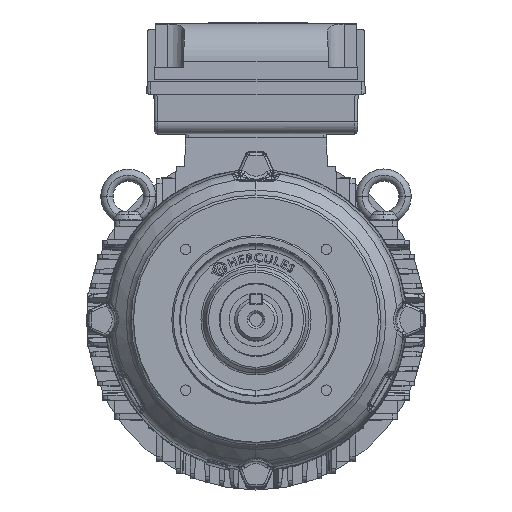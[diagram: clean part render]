
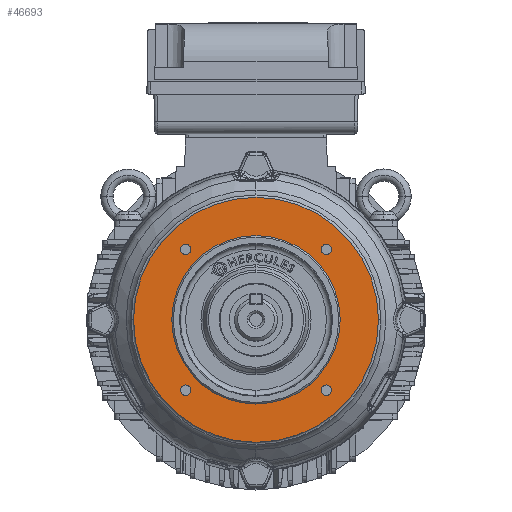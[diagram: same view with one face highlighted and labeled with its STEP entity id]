
A CAD part, top view. The second image highlights one B-rep face of the part: STEP entity #46693.
In plain terms, the highlighted planar face has unit normal (0, 0, 1).
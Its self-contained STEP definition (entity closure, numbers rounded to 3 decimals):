
#73 = ORIENTED_EDGE ( 'NONE', *, *, #11684, .F. ) ;
#379 = AXIS2_PLACEMENT_3D ( 'NONE', #36401, #41534, #46640 ) ;
#1242 = EDGE_LOOP ( 'NONE', ( #12722, #57744 ) ) ;
#1290 = CARTESIAN_POINT ( 'NONE',  ( -45.962, 45.962, 76. ) ) ;
#1421 = CIRCLE ( 'NONE', #39674, 80. ) ;
#1698 = ORIENTED_EDGE ( 'NONE', *, *, #13673, .F. ) ;
#3905 = EDGE_CURVE ( 'NONE', #41274, #10892, #23302, .T. ) ;
#4644 = ORIENTED_EDGE ( 'NONE', *, *, #16647, .F. ) ;
#5076 = CIRCLE ( 'NONE', #56414, 55. ) ;
#6590 = DIRECTION ( 'NONE',  ( 1., 0., 0. ) ) ;
#6757 = AXIS2_PLACEMENT_3D ( 'NONE', #37879, #58731, #11876 ) ;
#7580 = CARTESIAN_POINT ( 'NONE',  ( 80., 0., 76. ) ) ;
#8219 = VERTEX_POINT ( 'NONE', #57307 ) ;
#8251 = ORIENTED_EDGE ( 'NONE', *, *, #28651, .T. ) ;
#8386 = DIRECTION ( 'NONE',  ( 0., 0., 1. ) ) ;
#8972 = AXIS2_PLACEMENT_3D ( 'NONE', #36366, #52392, #10367 ) ;
#9154 = CARTESIAN_POINT ( 'NONE',  ( -49.362, -45.962, 76. ) ) ;
#9614 = FACE_OUTER_BOUND ( 'NONE', #39814, .T. ) ;
#10367 = DIRECTION ( 'NONE',  ( 1., 0., 0. ) ) ;
#10892 = VERTEX_POINT ( 'NONE', #41996 ) ;
#11260 = DIRECTION ( 'NONE',  ( 1., 0., 0. ) ) ;
#11293 = DIRECTION ( 'NONE',  ( 0., 0., 1. ) ) ;
#11479 = CARTESIAN_POINT ( 'NONE',  ( 42.562, 45.962, 76. ) ) ;
#11684 = EDGE_CURVE ( 'NONE', #43109, #64847, #49114, .T. ) ;
#11876 = DIRECTION ( 'NONE',  ( 1., 0., 0. ) ) ;
#11964 = DIRECTION ( 'NONE',  ( 1., 0., 0. ) ) ;
#12157 = AXIS2_PLACEMENT_3D ( 'NONE', #37977, #11293, #11964 ) ;
#12722 = ORIENTED_EDGE ( 'NONE', *, *, #3905, .F. ) ;
#12750 = CIRCLE ( 'NONE', #38964, 3.4 ) ;
#13204 = CIRCLE ( 'NONE', #49219, 3.4 ) ;
#13317 = VERTEX_POINT ( 'NONE', #45038 ) ;
#13502 = AXIS2_PLACEMENT_3D ( 'NONE', #32026, #26593, #36133 ) ;
#13644 = CARTESIAN_POINT ( 'NONE',  ( 42.562, -45.962, 76. ) ) ;
#13673 = EDGE_CURVE ( 'NONE', #40988, #8219, #53643, .T. ) ;
#15416 = DIRECTION ( 'NONE',  ( -1., 0., 0. ) ) ;
#16354 = EDGE_LOOP ( 'NONE', ( #59769, #1698 ) ) ;
#16647 = EDGE_CURVE ( 'NONE', #43753, #37817, #47191, .T. ) ;
#16804 = DIRECTION ( 'NONE',  ( 0., 0., 1. ) ) ;
#16828 = DIRECTION ( 'NONE',  ( 1., 0., 0. ) ) ;
#17741 = CARTESIAN_POINT ( 'NONE',  ( 0., 0., 76. ) ) ;
#20488 = CARTESIAN_POINT ( 'NONE',  ( -49.362, 45.962, 76. ) ) ;
#21109 = ORIENTED_EDGE ( 'NONE', *, *, #24492, .T. ) ;
#21370 = CIRCLE ( 'NONE', #54114, 3.4 ) ;
#23026 = CARTESIAN_POINT ( 'NONE',  ( 0., 0., 76. ) ) ;
#23302 = CIRCLE ( 'NONE', #379, 55. ) ;
#24492 = EDGE_CURVE ( 'NONE', #62478, #57133, #1421, .T. ) ;
#25724 = FACE_BOUND ( 'NONE', #1242, .T. ) ;
#26069 = CARTESIAN_POINT ( 'NONE',  ( 0., 0., 76. ) ) ;
#26593 = DIRECTION ( 'NONE',  ( 0., 0., 1. ) ) ;
#27007 = DIRECTION ( 'NONE',  ( 1., 0., 0. ) ) ;
#28651 = EDGE_CURVE ( 'NONE', #57133, #62478, #45263, .T. ) ;
#31410 = DIRECTION ( 'NONE',  ( 0., 0., 1. ) ) ;
#32026 = CARTESIAN_POINT ( 'NONE',  ( 45.962, -45.962, 76. ) ) ;
#32547 = DIRECTION ( 'NONE',  ( 1., 0., 0. ) ) ;
#33781 = EDGE_CURVE ( 'NONE', #37817, #43753, #12750, .T. ) ;
#35946 = FACE_BOUND ( 'NONE', #16354, .T. ) ;
#36133 = DIRECTION ( 'NONE',  ( 1., 0., 0. ) ) ;
#36366 = CARTESIAN_POINT ( 'NONE',  ( 45.962, -45.962, 76. ) ) ;
#36401 = CARTESIAN_POINT ( 'NONE',  ( 0., 0., 76. ) ) ;
#36901 = DIRECTION ( 'NONE',  ( 0., 0., 1. ) ) ;
#37122 = AXIS2_PLACEMENT_3D ( 'NONE', #64324, #48626, #16828 ) ;
#37817 = VERTEX_POINT ( 'NONE', #11479 ) ;
#37879 = CARTESIAN_POINT ( 'NONE',  ( 45.962, 45.962, 76. ) ) ;
#37977 = CARTESIAN_POINT ( 'NONE',  ( -45.962, 45.962, 76. ) ) ;
#38964 = AXIS2_PLACEMENT_3D ( 'NONE', #48263, #16804, #32547 ) ;
#39424 = EDGE_LOOP ( 'NONE', ( #4644, #53591 ) ) ;
#39674 = AXIS2_PLACEMENT_3D ( 'NONE', #55238, #8386, #60694 ) ;
#39814 = EDGE_LOOP ( 'NONE', ( #21109, #8251 ) ) ;
#39851 = CARTESIAN_POINT ( 'NONE',  ( -42.562, -45.962, 76. ) ) ;
#40758 = FACE_BOUND ( 'NONE', #58298, .T. ) ;
#40988 = VERTEX_POINT ( 'NONE', #20488 ) ;
#41091 = FACE_BOUND ( 'NONE', #39424, .T. ) ;
#41274 = VERTEX_POINT ( 'NONE', #61364 ) ;
#41534 = DIRECTION ( 'NONE',  ( 0., 0., 1. ) ) ;
#41814 = EDGE_CURVE ( 'NONE', #13317, #43865, #49391, .T. ) ;
#41996 = CARTESIAN_POINT ( 'NONE',  ( -55., 0., 76. ) ) ;
#42983 = CIRCLE ( 'NONE', #13502, 3.4 ) ;
#43109 = VERTEX_POINT ( 'NONE', #9154 ) ;
#43753 = VERTEX_POINT ( 'NONE', #64909 ) ;
#43865 = VERTEX_POINT ( 'NONE', #13644 ) ;
#44418 = ORIENTED_EDGE ( 'NONE', *, *, #61191, .F. ) ;
#45038 = CARTESIAN_POINT ( 'NONE',  ( 49.362, -45.962, 76. ) ) ;
#45263 = CIRCLE ( 'NONE', #53988, 80. ) ;
#46538 = DIRECTION ( 'NONE',  ( 0., 0., -1. ) ) ;
#46640 = DIRECTION ( 'NONE',  ( 1., 0., 0. ) ) ;
#46693 = ADVANCED_FACE ( 'NONE', ( #25724, #40758, #61918, #35946, #41091, #9614 ), #61578, .F. ) ;
#46785 = ORIENTED_EDGE ( 'NONE', *, *, #41814, .F. ) ;
#47152 = EDGE_CURVE ( 'NONE', #8219, #40988, #21370, .T. ) ;
#47191 = CIRCLE ( 'NONE', #6757, 3.4 ) ;
#47980 = EDGE_CURVE ( 'NONE', #10892, #41274, #5076, .T. ) ;
#48263 = CARTESIAN_POINT ( 'NONE',  ( 45.962, 45.962, 76. ) ) ;
#48626 = DIRECTION ( 'NONE',  ( 0., 0., 1. ) ) ;
#49114 = CIRCLE ( 'NONE', #37122, 3.4 ) ;
#49219 = AXIS2_PLACEMENT_3D ( 'NONE', #57062, #31410, #67308 ) ;
#49391 = CIRCLE ( 'NONE', #8972, 3.4 ) ;
#52392 = DIRECTION ( 'NONE',  ( 0., 0., 1. ) ) ;
#53591 = ORIENTED_EDGE ( 'NONE', *, *, #33781, .F. ) ;
#53643 = CIRCLE ( 'NONE', #12157, 3.4 ) ;
#53988 = AXIS2_PLACEMENT_3D ( 'NONE', #17741, #58105, #11260 ) ;
#54114 = AXIS2_PLACEMENT_3D ( 'NONE', #1290, #36901, #27007 ) ;
#55238 = CARTESIAN_POINT ( 'NONE',  ( 0., 0., 76. ) ) ;
#56243 = CARTESIAN_POINT ( 'NONE',  ( -80., 0., 76. ) ) ;
#56414 = AXIS2_PLACEMENT_3D ( 'NONE', #23026, #64710, #6590 ) ;
#57062 = CARTESIAN_POINT ( 'NONE',  ( -45.962, -45.962, 76. ) ) ;
#57133 = VERTEX_POINT ( 'NONE', #56243 ) ;
#57307 = CARTESIAN_POINT ( 'NONE',  ( -42.562, 45.962, 76. ) ) ;
#57744 = ORIENTED_EDGE ( 'NONE', *, *, #47980, .F. ) ;
#58105 = DIRECTION ( 'NONE',  ( 0., 0., 1. ) ) ;
#58298 = EDGE_LOOP ( 'NONE', ( #46785, #64618 ) ) ;
#58731 = DIRECTION ( 'NONE',  ( 0., 0., 1. ) ) ;
#59769 = ORIENTED_EDGE ( 'NONE', *, *, #47152, .F. ) ;
#60694 = DIRECTION ( 'NONE',  ( 1., 0., 0. ) ) ;
#60715 = AXIS2_PLACEMENT_3D ( 'NONE', #26069, #46538, #15416 ) ;
#61191 = EDGE_CURVE ( 'NONE', #64847, #43109, #13204, .T. ) ;
#61364 = CARTESIAN_POINT ( 'NONE',  ( 55., 0., 76. ) ) ;
#61578 = PLANE ( 'NONE',  #60715 ) ;
#61918 = FACE_BOUND ( 'NONE', #67210, .T. ) ;
#62478 = VERTEX_POINT ( 'NONE', #7580 ) ;
#64324 = CARTESIAN_POINT ( 'NONE',  ( -45.962, -45.962, 76. ) ) ;
#64562 = EDGE_CURVE ( 'NONE', #43865, #13317, #42983, .T. ) ;
#64618 = ORIENTED_EDGE ( 'NONE', *, *, #64562, .F. ) ;
#64710 = DIRECTION ( 'NONE',  ( 0., 0., 1. ) ) ;
#64847 = VERTEX_POINT ( 'NONE', #39851 ) ;
#64909 = CARTESIAN_POINT ( 'NONE',  ( 49.362, 45.962, 76. ) ) ;
#67210 = EDGE_LOOP ( 'NONE', ( #44418, #73 ) ) ;
#67308 = DIRECTION ( 'NONE',  ( 1., 0., 0. ) ) ;
